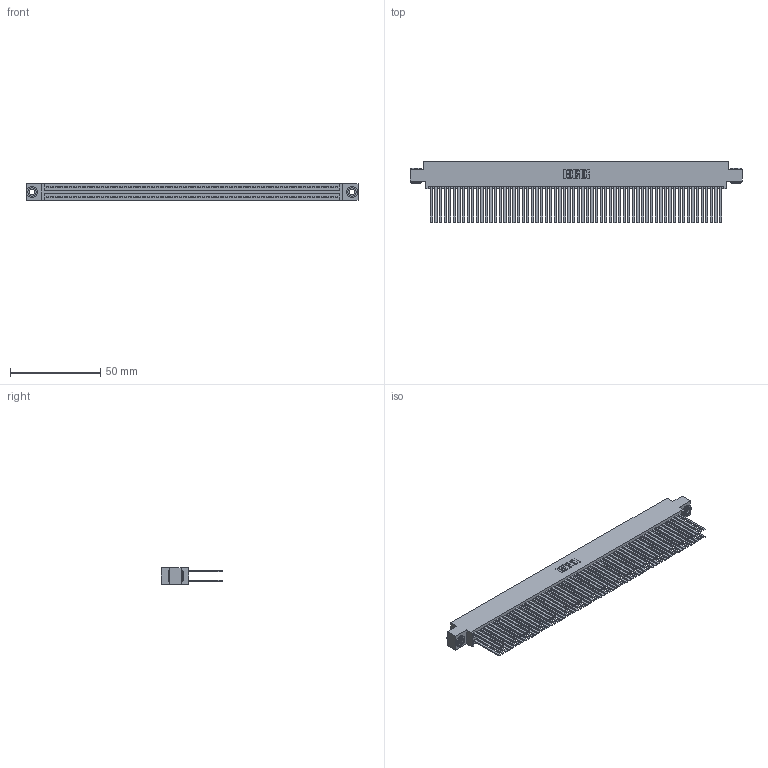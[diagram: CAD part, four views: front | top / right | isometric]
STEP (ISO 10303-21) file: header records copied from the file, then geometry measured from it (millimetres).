
FILE_DESCRIPTION (( 'STEP AP203' ), '1' );
FILE_NAME ('395-128-544-803.STEP', '2018-12-04T12:27:40', ( '' ), ( '' ), 'SwSTEP 2.0', 'SolidWorks 2016', '' );
FILE_SCHEMA (( 'CONFIG_CONTROL_DESIGN' ));
Length unit declared in the file: inch
Products named in the file (4): 345-250-002_345-250-002-102; 395-128-544-803; 345-292-001_345-293-144; 345 Part_0.170 Offset - 0.156 Dia-TH
Assembly tree (131 placements, depth 2):
  395-128-544-803
    345 Part_0.170 Offset - 0.156 Dia-TH
    345-292-001_345-293-144  x128
    345-250-002_345-250-002-102  x2
Bounding box: 183.77 x 33.96 x 9.4 mm (x, y, z)
Volume: 19756.1 mm3; surface area: 35236.2 mm2
Topology: 131 solids, 131 shells, 5800 faces, 17197 edges, 11290 vertices
Faces by surface type: plane 3806, cylinder 1986, cone 8
Entity records: 47852 total; most frequent: CARTESIAN_POINT 7975, ORIENTED_EDGE 7902, DIRECTION 7033, EDGE_CURVE 3951, LINE 3543, VECTOR 3543, VERTEX_POINT 2630, AXIS2_PLACEMENT_3D 1745
